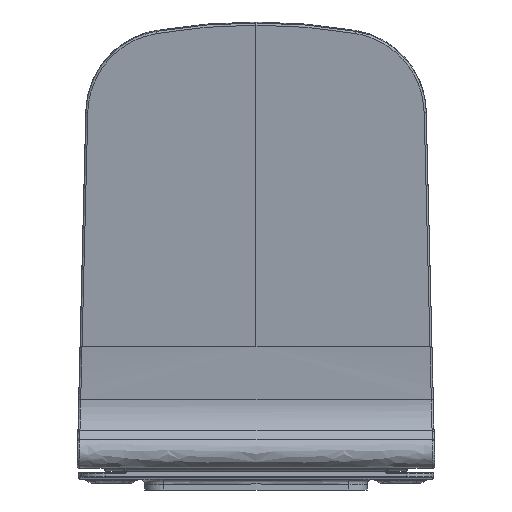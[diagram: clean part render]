
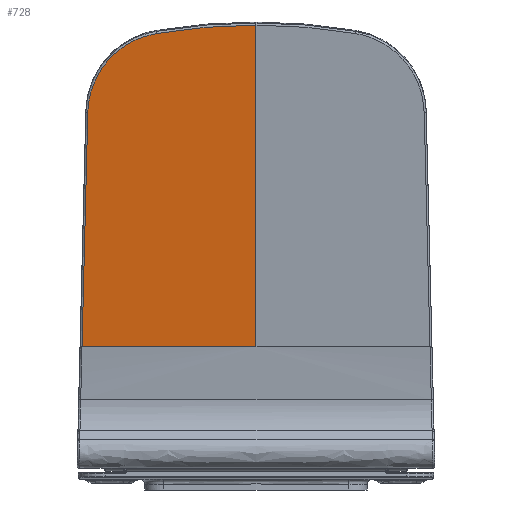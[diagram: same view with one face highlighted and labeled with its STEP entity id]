
A CAD part, front view. The second image highlights one B-rep face of the part: STEP entity #728.
In plain terms, the highlighted free-form (B-spline) face has degree [3, 3] with [4, 4] control points.
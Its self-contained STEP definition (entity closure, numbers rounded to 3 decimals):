
#168=B_SPLINE_SURFACE_WITH_KNOTS('',3,3,((#11411,#11412,#11413,#11414),
(#11415,#11416,#11417,#11418),(#11419,#11420,#11421,#11422),(#11423,#11424,
#11425,#11426)),.UNSPECIFIED.,.F.,.F.,.F.,(4,4),(4,4),(0.,1.),(0.,1.),
 .UNSPECIFIED.);
#728=ADVANCED_FACE('',(#1105),#168,.T.);
#1105=FACE_OUTER_BOUND('',#1431,.T.);
#1431=EDGE_LOOP('',(#2896,#2897,#2898,#2899,#2900));
#2896=ORIENTED_EDGE('',*,*,#4465,.F.);
#2897=ORIENTED_EDGE('',*,*,#4466,.T.);
#2898=ORIENTED_EDGE('',*,*,#4467,.T.);
#2899=ORIENTED_EDGE('',*,*,#4468,.T.);
#2900=ORIENTED_EDGE('',*,*,#4469,.F.);
#3807=VERTEX_POINT('',#11373);
#3808=VERTEX_POINT('',#11374);
#3809=VERTEX_POINT('',#11379);
#3810=VERTEX_POINT('',#11392);
#3811=VERTEX_POINT('',#11406);
#4465=EDGE_CURVE('',#3807,#3808,#4989,.T.);
#4466=EDGE_CURVE('',#3807,#3809,#4990,.T.);
#4467=EDGE_CURVE('',#3809,#3810,#4991,.T.);
#4468=EDGE_CURVE('',#3810,#3811,#4992,.T.);
#4469=EDGE_CURVE('',#3808,#3811,#4993,.T.);
#4989=B_SPLINE_CURVE_WITH_KNOTS('',3,(#11366,#11367,#11368,#11369,#11370,
#11371,#11372),.UNSPECIFIED.,.F.,.F.,(4,3,4),(0.,0.503,1.),
 .UNSPECIFIED.);
#4990=B_SPLINE_CURVE_WITH_KNOTS('',3,(#11375,#11376,#11377,#11378),
 .UNSPECIFIED.,.F.,.F.,(4,4),(0.,1.),.UNSPECIFIED.);
#4991=B_SPLINE_CURVE_WITH_KNOTS('',3,(#11380,#11381,#11382,#11383,#11384,
#11385,#11386,#11387,#11388,#11389,#11390,#11391),.UNSPECIFIED.,.F.,.F.,
(4,2,2,2,2,4),(0.,0.25,0.5,0.625,0.75,1.),
 .UNSPECIFIED.);
#4992=B_SPLINE_CURVE_WITH_KNOTS('',3,(#11393,#11394,#11395,#11396,#11397,
#11398,#11399,#11400,#11401,#11402,#11403,#11404,#11405),.UNSPECIFIED.,
 .F.,.F.,(4,3,3,3,4),(0.,0.017,0.084,0.354,
1.),.UNSPECIFIED.);
#4993=B_SPLINE_CURVE_WITH_KNOTS('',3,(#11407,#11408,#11409,#11410),
 .UNSPECIFIED.,.F.,.F.,(4,4),(0.,1.),.UNSPECIFIED.);
#11366=CARTESIAN_POINT('',(0.,41.853,477.286));
#11367=CARTESIAN_POINT('',(0.,48.502,423.134));
#11368=CARTESIAN_POINT('',(0.,55.152,368.981));
#11369=CARTESIAN_POINT('',(0.,61.801,314.829));
#11370=CARTESIAN_POINT('',(0.,68.383,261.22));
#11371=CARTESIAN_POINT('',(0.,74.965,207.612));
#11372=CARTESIAN_POINT('',(0.,81.548,154.003));
#11373=CARTESIAN_POINT('',(0.,41.853,477.286));
#11374=CARTESIAN_POINT('',(0.,81.548,154.003));
#11375=CARTESIAN_POINT('',(0.,41.853,477.286));
#11376=CARTESIAN_POINT('',(-33.609,41.853,477.286));
#11377=CARTESIAN_POINT('',(-66.977,42.198,474.479));
#11378=CARTESIAN_POINT('',(-100.107,42.887,468.866));
#11379=CARTESIAN_POINT('',(-100.107,42.887,468.866));
#11380=CARTESIAN_POINT('',(-100.107,42.887,468.866));
#11381=CARTESIAN_POINT('',(-109.591,43.085,467.258));
#11382=CARTESIAN_POINT('',(-118.549,43.473,464.098));
#11383=CARTESIAN_POINT('',(-135.289,44.624,454.725));
#11384=CARTESIAN_POINT('',(-142.662,45.359,448.733));
#11385=CARTESIAN_POINT('',(-152.077,46.687,437.92));
#11386=CARTESIAN_POINT('',(-154.86,47.157,434.096));
#11387=CARTESIAN_POINT('',(-159.743,48.148,426.023));
#11388=CARTESIAN_POINT('',(-161.852,48.673,421.746));
#11389=CARTESIAN_POINT('',(-167.027,50.308,408.431));
#11390=CARTESIAN_POINT('',(-168.879,51.439,399.221));
#11391=CARTESIAN_POINT('',(-169.114,52.611,389.674));
#11392=CARTESIAN_POINT('',(-169.114,52.611,389.674));
#11393=CARTESIAN_POINT('',(-169.114,52.611,389.674));
#11394=CARTESIAN_POINT('',(-169.147,52.773,388.351));
#11395=CARTESIAN_POINT('',(-169.179,52.936,387.028));
#11396=CARTESIAN_POINT('',(-169.212,53.098,385.705));
#11397=CARTESIAN_POINT('',(-169.342,53.748,380.413));
#11398=CARTESIAN_POINT('',(-169.473,54.398,375.121));
#11399=CARTESIAN_POINT('',(-169.603,55.047,369.829));
#11400=CARTESIAN_POINT('',(-170.125,57.647,348.661));
#11401=CARTESIAN_POINT('',(-170.647,60.246,327.493));
#11402=CARTESIAN_POINT('',(-171.169,62.845,306.325));
#11403=CARTESIAN_POINT('',(-172.42,69.079,255.551));
#11404=CARTESIAN_POINT('',(-173.672,75.313,204.777));
#11405=CARTESIAN_POINT('',(-174.924,81.548,154.003));
#11406=CARTESIAN_POINT('',(-174.923,81.546,154.012));
#11407=CARTESIAN_POINT('',(0.,81.545,154.021));
#11408=CARTESIAN_POINT('',(-58.308,81.545,154.021));
#11409=CARTESIAN_POINT('',(-116.615,81.545,154.021));
#11410=CARTESIAN_POINT('',(-174.923,81.545,154.021));
#11411=CARTESIAN_POINT('',(-175.973,81.548,154.003));
#11412=CARTESIAN_POINT('',(-175.973,68.237,262.411));
#11413=CARTESIAN_POINT('',(-175.973,54.926,370.818));
#11414=CARTESIAN_POINT('',(-175.973,41.615,479.226));
#11415=CARTESIAN_POINT('',(-117.315,81.548,154.003));
#11416=CARTESIAN_POINT('',(-117.315,68.237,262.411));
#11417=CARTESIAN_POINT('',(-117.315,54.926,370.818));
#11418=CARTESIAN_POINT('',(-117.315,41.615,479.226));
#11419=CARTESIAN_POINT('',(-58.658,81.548,154.003));
#11420=CARTESIAN_POINT('',(-58.658,68.237,262.411));
#11421=CARTESIAN_POINT('',(-58.658,54.926,370.818));
#11422=CARTESIAN_POINT('',(-58.658,41.615,479.226));
#11423=CARTESIAN_POINT('',(0.,81.548,154.003));
#11424=CARTESIAN_POINT('',(0.,68.237,262.411));
#11425=CARTESIAN_POINT('',(0.,54.926,370.818));
#11426=CARTESIAN_POINT('',(0.,41.615,479.226));
